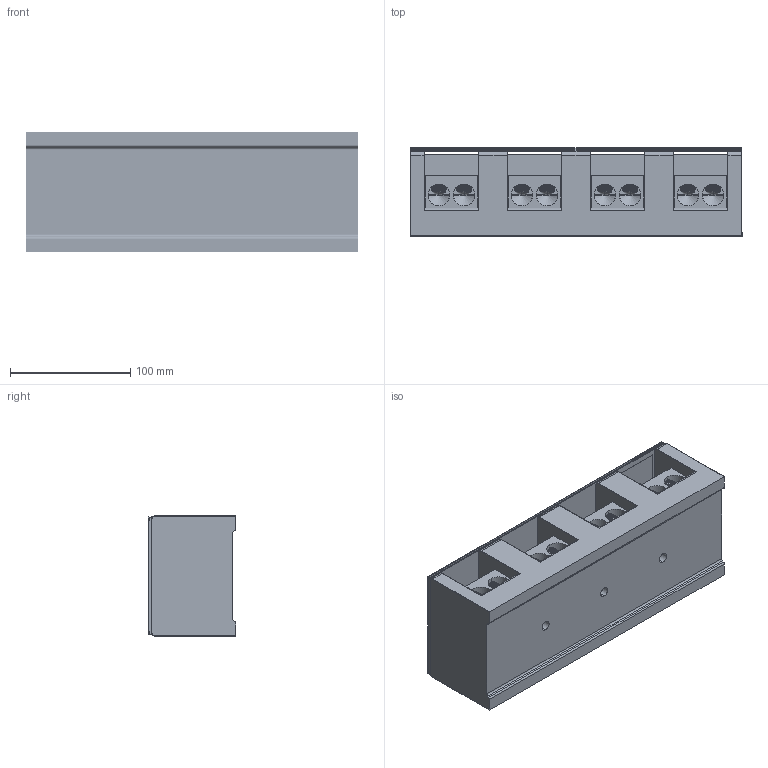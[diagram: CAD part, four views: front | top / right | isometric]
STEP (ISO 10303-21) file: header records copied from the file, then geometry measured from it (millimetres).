
FILE_DESCRIPTION((''),'2;1');
FILE_NAME('UDJ-6004_2_120','2024-07-05T',('dell'),(''),'PRO/ENGINEER BY PARAMETRIC TECHNOLOGY CORPORATION, 2013230','PRO/ENGINEER BY PARAMETRIC TECHNOLOGY CORPORATION, 2013230','');
FILE_SCHEMA(('AUTOMOTIVE_DESIGN { 1 0 10303 214 1 1 1 1 }'));
Products named in the file (1): UDJ-6004_2_120
Bounding box: 276 x 73 x 100 mm (x, y, z)
Volume: 1316937.9 mm3; surface area: 283450.8 mm2
Topology: 5 solids, 43 shells, 2869 faces, 8198 edges, 5256 vertices
Faces by surface type: plane 1607, cylinder 674, bspline 352, cone 144, sphere 48, torus 44
Entity records: 151277 total; most frequent: CARTESIAN_POINT 81158, ORIENTED_EDGE 16220, DIRECTION 11966, EDGE_CURVE 8110, VERTEX_POINT 5256, VECTOR 5020, LINE 5020, AXIS2_PLACEMENT_3D 3473
